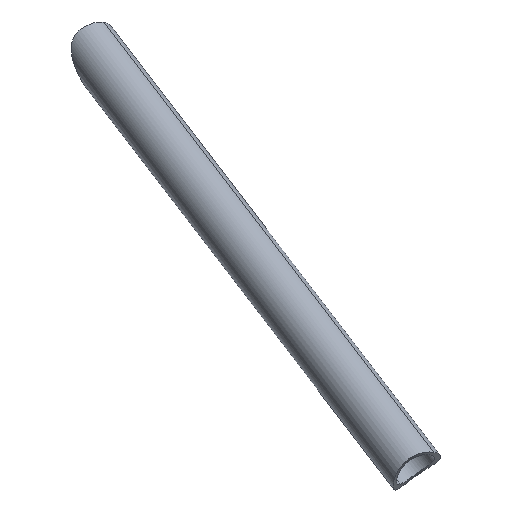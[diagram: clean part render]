
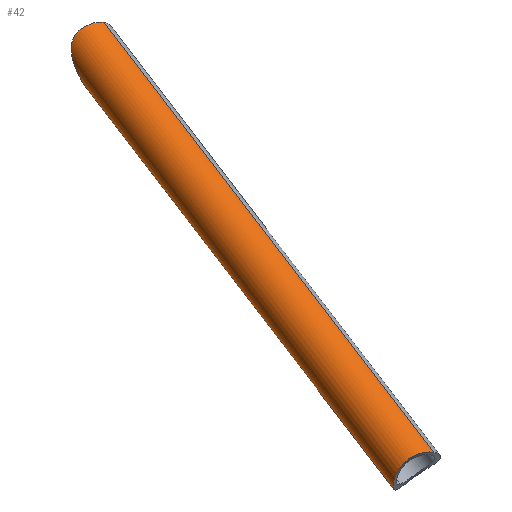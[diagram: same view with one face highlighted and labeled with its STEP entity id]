
A CAD part, top view. The second image highlights one B-rep face of the part: STEP entity #42.
In plain terms, the highlighted cylindrical face has radius 7.5 mm (diameter 15 mm), a partial arc.
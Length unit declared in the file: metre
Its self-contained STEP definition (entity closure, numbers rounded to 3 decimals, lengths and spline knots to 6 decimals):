
#42=ADVANCED_FACE('0:36',(#80),#81,.T.);
#80=FACE_OUTER_BOUND('',#110,.T.);
#81=CYLINDRICAL_SURFACE('',#111,0.0075);
#110=EDGE_LOOP('',(#172,#173,#174,#175,#176));
#111=AXIS2_PLACEMENT_3D('',#177,#178,#179);
#172=ORIENTED_EDGE('',*,*,#191,.T.);
#173=ORIENTED_EDGE('',*,*,#206,.F.);
#174=ORIENTED_EDGE('',*,*,#205,.T.);
#175=ORIENTED_EDGE('',*,*,#196,.T.);
#176=ORIENTED_EDGE('',*,*,#214,.T.);
#177=CARTESIAN_POINT('',(-1.696548,-0.294624,0.346943));
#178=DIRECTION('',(-0.507,0.662,-0.552));
#179=DIRECTION('',(-0.552,-0.741,-0.382));
#191=EDGE_CURVE('',#221,#222,#223,.T.);
#196=EDGE_CURVE('',#232,#230,#233,.T.);
#205=EDGE_CURVE('0:42',#247,#232,#248,.T.);
#206=EDGE_CURVE('0:45',#247,#222,#249,.T.);
#214=EDGE_CURVE('',#230,#221,#260,.T.);
#221=VERTEX_POINT('',#267);
#222=VERTEX_POINT('',#268);
#223=LINE('',#269,#270);
#230=VERTEX_POINT('',#320);
#232=VERTEX_POINT('',#365);
#233=LINE('',#366,#367);
#247=VERTEX_POINT('',#493);
#248=B_SPLINE_CURVE_WITH_KNOTS('',3,(#494,#495,#496,#497,#498,#499,#500,#501,#502,#503,#504,#505,#506,#507,#508,#509,#510,#511,#512,#513,#514,#515,#516,#517,#518,#519,#520,#521),.UNSPECIFIED.,.F.,.F.,(4,3,3,3,3,3,3,3,3,4),(0.0,4.303879,8.354167,12.583852,16.783698,20.168302,23.564595,27.852777,33.514406,34.431035),.UNSPECIFIED.);
#249=B_SPLINE_CURVE_WITH_KNOTS('',3,(#522,#523,#524,#525,#526,#527,#528,#529,#530,#531,#532,#533,#534,#535,#536,#537,#538,#539,#540,#541,#542,#543,#544,#545,#546,#547,#548,#549,#550,#551,#552),.UNSPECIFIED.,.F.,.F.,(4,3,3,3,3,3,3,3,3,3,4),(0.0,4.345019,8.146911,11.486455,15.529812,20.337397,24.105819,27.388853,30.584331,34.309521,34.760152),.UNSPECIFIED.);
#260=B_SPLINE_CURVE_WITH_KNOTS('',5,(#665,#666,#667,#668,#669,#670,#671,#672,#673,#674,#675,#676,#677,#678,#679,#680,#681,#682,#683,#684,#685,#686,#687,#688,#689,#690,#691,#692,#693,#694,#695,#696,#697,#698,#699,#700,#701,#702,#703,#704,#705,#706,#707,#708),.UNSPECIFIED.,.F.,.F.,(6,3,3,3,5,3,3,3,3,3,3,3,3,6),(0.0,5.598804,14.93881,21.951659,27.277202,30.576518,34.679039,44.487328,48.97756,51.857062,54.544677,57.045441,60.308147,62.821534),.UNSPECIFIED.);
#267=CARTESIAN_POINT('',(-1.763103,-0.21867,0.276076));
#268=CARTESIAN_POINT('',(-1.684584,-0.321217,0.361629));
#269=CARTESIAN_POINT('',(-1.70069,-0.300183,0.344081));
#270=VECTOR('',#723,1.0);
#320=CARTESIAN_POINT('',(-1.761458,-0.198881,0.274567));
#365=CARTESIAN_POINT('',(-1.67517,-0.311576,0.368586));
#366=CARTESIAN_POINT('',(-1.692406,-0.289065,0.349805));
#367=VECTOR('',#730,1.0);
#493=CARTESIAN_POINT('',(-1.684399,-0.316139,0.371149));
#494=CARTESIAN_POINT('',(-1.684399,-0.316139,0.371149));
#495=CARTESIAN_POINT('',(-1.683915,-0.315372,0.371466));
#496=CARTESIAN_POINT('',(-1.683293,-0.314612,0.371656));
#497=CARTESIAN_POINT('',(-1.682552,-0.313948,0.371706));
#498=CARTESIAN_POINT('',(-1.681855,-0.313322,0.371753));
#499=CARTESIAN_POINT('',(-1.681053,-0.312783,0.371675));
#500=CARTESIAN_POINT('',(-1.680206,-0.312378,0.371469));
#501=CARTESIAN_POINT('',(-1.679322,-0.311956,0.371253));
#502=CARTESIAN_POINT('',(-1.678391,-0.311681,0.370897));
#503=CARTESIAN_POINT('',(-1.677508,-0.311557,0.370405));
#504=CARTESIAN_POINT('',(-1.676632,-0.311433,0.369916));
#505=CARTESIAN_POINT('',(-1.675804,-0.311457,0.369291));
#506=CARTESIAN_POINT('',(-1.67513,-0.311584,0.368542));
#507=CARTESIAN_POINT('',(-1.674587,-0.311686,0.367938));
#508=CARTESIAN_POINT('',(-1.674146,-0.311855,0.367252));
#509=CARTESIAN_POINT('',(-1.67385,-0.312055,0.366519));
#510=CARTESIAN_POINT('',(-1.673553,-0.312256,0.365784));
#511=CARTESIAN_POINT('',(-1.673401,-0.312486,0.365003));
#512=CARTESIAN_POINT('',(-1.673386,-0.312725,0.364229));
#513=CARTESIAN_POINT('',(-1.673366,-0.313027,0.363252));
#514=CARTESIAN_POINT('',(-1.673558,-0.313342,0.362288));
#515=CARTESIAN_POINT('',(-1.673896,-0.313674,0.361401));
#516=CARTESIAN_POINT('',(-1.674342,-0.314114,0.36023));
#517=CARTESIAN_POINT('',(-1.675042,-0.314589,0.359186));
#518=CARTESIAN_POINT('',(-1.675886,-0.315139,0.358393));
#519=CARTESIAN_POINT('',(-1.676023,-0.315228,0.358265));
#520=CARTESIAN_POINT('',(-1.676163,-0.315319,0.358143));
#521=CARTESIAN_POINT('',(-1.676307,-0.315412,0.358029));
#522=CARTESIAN_POINT('',(-1.684399,-0.316139,0.371149));
#523=CARTESIAN_POINT('',(-1.684887,-0.316913,0.37083));
#524=CARTESIAN_POINT('',(-1.685257,-0.317732,0.370367));
#525=CARTESIAN_POINT('',(-1.685494,-0.318489,0.369748));
#526=CARTESIAN_POINT('',(-1.685701,-0.319152,0.369206));
#527=CARTESIAN_POINT('',(-1.685807,-0.319765,0.368543));
#528=CARTESIAN_POINT('',(-1.68582,-0.320246,0.367781));
#529=CARTESIAN_POINT('',(-1.685831,-0.320668,0.367112));
#530=CARTESIAN_POINT('',(-1.685771,-0.320986,0.36637));
#531=CARTESIAN_POINT('',(-1.685655,-0.32118,0.365602));
#532=CARTESIAN_POINT('',(-1.685514,-0.321416,0.364672));
#533=CARTESIAN_POINT('',(-1.685292,-0.321473,0.363711));
#534=CARTESIAN_POINT('',(-1.684999,-0.321392,0.362786));
#535=CARTESIAN_POINT('',(-1.68465,-0.321296,0.361687));
#536=CARTESIAN_POINT('',(-1.6842,-0.321008,0.360637));
#537=CARTESIAN_POINT('',(-1.683629,-0.320591,0.359723));
#538=CARTESIAN_POINT('',(-1.683181,-0.320264,0.359006));
#539=CARTESIAN_POINT('',(-1.682657,-0.319856,0.358373));
#540=CARTESIAN_POINT('',(-1.682055,-0.319396,0.357885));
#541=CARTESIAN_POINT('',(-1.68153,-0.318996,0.35746));
#542=CARTESIAN_POINT('',(-1.680946,-0.318558,0.35715));
#543=CARTESIAN_POINT('',(-1.680331,-0.318115,0.356991));
#544=CARTESIAN_POINT('',(-1.679733,-0.317684,0.356837));
#545=CARTESIAN_POINT('',(-1.679108,-0.317251,0.356828));
#546=CARTESIAN_POINT('',(-1.678503,-0.316845,0.356954));
#547=CARTESIAN_POINT('',(-1.677799,-0.316373,0.357101));
#548=CARTESIAN_POINT('',(-1.677124,-0.315938,0.357426));
#549=CARTESIAN_POINT('',(-1.676522,-0.315551,0.357865));
#550=CARTESIAN_POINT('',(-1.67645,-0.315504,0.357918));
#551=CARTESIAN_POINT('',(-1.676378,-0.315458,0.357972));
#552=CARTESIAN_POINT('',(-1.676307,-0.315412,0.358029));
#665=CARTESIAN_POINT('',(-1.759035,-0.202213,0.268832));
#666=CARTESIAN_POINT('',(-1.759071,-0.20156,0.269273));
#667=CARTESIAN_POINT('',(-1.759142,-0.200977,0.269826));
#668=CARTESIAN_POINT('',(-1.759271,-0.200486,0.270461));
#669=CARTESIAN_POINT('',(-1.759813,-0.199389,0.27225));
#670=CARTESIAN_POINT('',(-1.760906,-0.198847,0.274109));
#671=CARTESIAN_POINT('',(-1.761822,-0.198711,0.27517));
#672=CARTESIAN_POINT('',(-1.763718,-0.198833,0.276688));
#673=CARTESIAN_POINT('',(-1.765808,-0.199582,0.277549));
#674=CARTESIAN_POINT('',(-1.766698,-0.200017,0.27779));
#675=CARTESIAN_POINT('',(-1.768155,-0.201005,0.278011));
#676=CARTESIAN_POINT('',(-1.769213,-0.20237,0.278011));
#677=CARTESIAN_POINT('',(-1.769563,-0.203028,0.277989));
#678=CARTESIAN_POINT('',(-1.769795,-0.203723,0.277969));
#679=CARTESIAN_POINT('',(-1.769928,-0.204435,0.277957));
#680=CARTESIAN_POINT('',(-1.770011,-0.204875,0.277949));
#681=CARTESIAN_POINT('',(-1.770058,-0.205327,0.277944));
#682=CARTESIAN_POINT('',(-1.77007,-0.205784,0.277943));
#683=CARTESIAN_POINT('',(-1.770035,-0.206812,0.277947));
#684=CARTESIAN_POINT('',(-1.769876,-0.207837,0.277962));
#685=CARTESIAN_POINT('',(-1.769757,-0.208401,0.277973));
#686=CARTESIAN_POINT('',(-1.769271,-0.210297,0.278006));
#687=CARTESIAN_POINT('',(-1.768529,-0.212129,0.278012));
#688=CARTESIAN_POINT('',(-1.76792,-0.213377,0.277973));
#689=CARTESIAN_POINT('',(-1.766898,-0.215148,0.277831));
#690=CARTESIAN_POINT('',(-1.765644,-0.216715,0.277434));
#691=CARTESIAN_POINT('',(-1.765225,-0.217182,0.277278));
#692=CARTESIAN_POINT('',(-1.764492,-0.217887,0.276954));
#693=CARTESIAN_POINT('',(-1.763691,-0.218415,0.276486));
#694=CARTESIAN_POINT('',(-1.763368,-0.218588,0.276278));
#695=CARTESIAN_POINT('',(-1.762737,-0.218829,0.275821));
#696=CARTESIAN_POINT('',(-1.762128,-0.218865,0.275281));
#697=CARTESIAN_POINT('',(-1.761849,-0.218829,0.275006));
#698=CARTESIAN_POINT('',(-1.761349,-0.218665,0.274463));
#699=CARTESIAN_POINT('',(-1.760932,-0.218351,0.273922));
#700=CARTESIAN_POINT('',(-1.760751,-0.218171,0.273665));
#701=CARTESIAN_POINT('',(-1.760376,-0.217709,0.273089));
#702=CARTESIAN_POINT('',(-1.760085,-0.217157,0.272549));
#703=CARTESIAN_POINT('',(-1.759942,-0.216824,0.272255));
#704=CARTESIAN_POINT('',(-1.759723,-0.216208,0.271756));
#705=CARTESIAN_POINT('',(-1.759554,-0.215554,0.271292));
#706=CARTESIAN_POINT('',(-1.759488,-0.215263,0.271097));
#707=CARTESIAN_POINT('',(-1.75943,-0.214968,0.270908));
#708=CARTESIAN_POINT('',(-1.759378,-0.214668,0.270724));
#723=DIRECTION('',(0.507,-0.662,0.552));
#730=DIRECTION('',(-0.507,0.662,-0.552));
